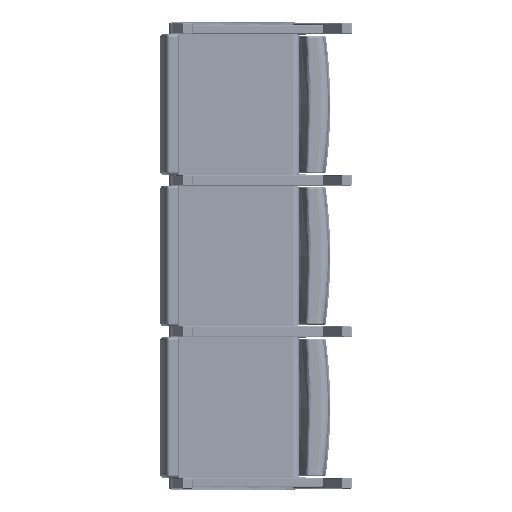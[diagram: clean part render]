
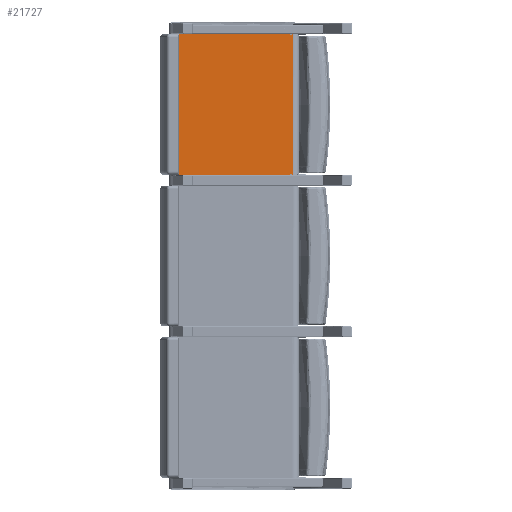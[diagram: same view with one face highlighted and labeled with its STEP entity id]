
A CAD part, front view. The second image highlights one B-rep face of the part: STEP entity #21727.
In plain terms, the highlighted face is planar.
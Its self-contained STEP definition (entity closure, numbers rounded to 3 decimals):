
#2198=PLANE('',#23920);
#2828=LINE('',#89311,#3740);
#2844=LINE('',#89445,#3756);
#2850=LINE('',#89532,#3762);
#2851=LINE('',#89534,#3763);
#3740=VECTOR('',#28183,16.874);
#3756=VECTOR('',#28259,16.874);
#3762=VECTOR('',#28321,20.932);
#3763=VECTOR('',#28324,20.932);
#5484=FACE_OUTER_BOUND('',#7175,.T.);
#7175=EDGE_LOOP('',(#16837,#16838,#16839,#16840));
#10268=VERTEX_POINT('',#89299);
#10269=VERTEX_POINT('',#89310);
#10293=VERTEX_POINT('',#89433);
#10294=VERTEX_POINT('',#89444);
#12587=EDGE_CURVE('',#10268,#10269,#2828,.T.);
#12626=EDGE_CURVE('',#10293,#10294,#2844,.T.);
#12651=EDGE_CURVE('',#10293,#10269,#2850,.T.);
#12652=EDGE_CURVE('',#10294,#10268,#2851,.T.);
#16837=ORIENTED_EDGE('',*,*,#12587,.F.);
#16838=ORIENTED_EDGE('',*,*,#12652,.F.);
#16839=ORIENTED_EDGE('',*,*,#12626,.F.);
#16840=ORIENTED_EDGE('',*,*,#12651,.T.);
#21727=ADVANCED_FACE('',(#5484),#2198,.T.);
#23920=AXIS2_PLACEMENT_3D('',#89533,#28322,#28323);
#28183=DIRECTION('',(1.,0.,0.));
#28259=DIRECTION('',(-1.,0.,0.));
#28321=DIRECTION('',(0.,0.,1.));
#28322=DIRECTION('center_axis',(0.,-1.,0.));
#28323=DIRECTION('ref_axis',(1.,0.,0.));
#28324=DIRECTION('',(0.,0.,1.));
#89299=CARTESIAN_POINT('',(-12.083,0.797,20.966));
#89310=CARTESIAN_POINT('',(4.791,0.797,20.966));
#89311=CARTESIAN_POINT('',(-9.146,0.797,20.966));
#89433=CARTESIAN_POINT('',(4.791,0.797,0.034));
#89444=CARTESIAN_POINT('',(-12.083,0.797,0.034));
#89445=CARTESIAN_POINT('',(-9.146,0.797,0.034));
#89532=CARTESIAN_POINT('',(4.791,0.797,0.));
#89533=CARTESIAN_POINT('Origin',(-12.083,0.797,0.));
#89534=CARTESIAN_POINT('',(-12.083,0.797,0.));
